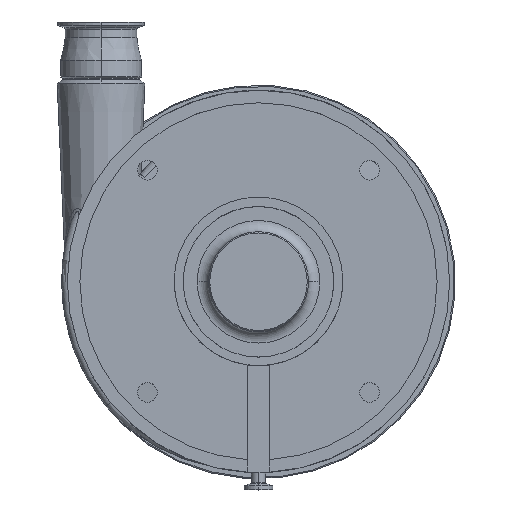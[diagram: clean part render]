
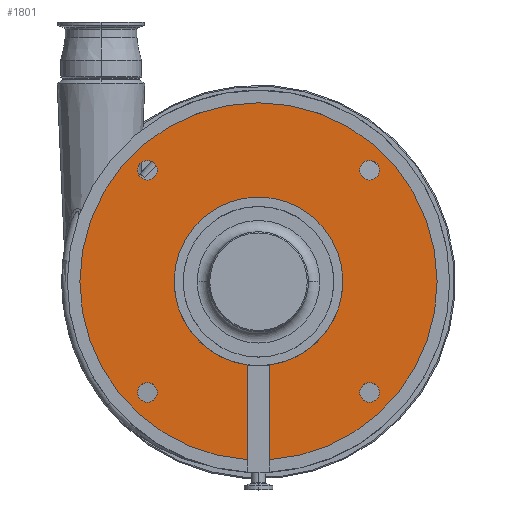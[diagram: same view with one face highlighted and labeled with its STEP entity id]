
A CAD part, top view. The second image highlights one B-rep face of the part: STEP entity #1801.
In plain terms, the highlighted planar face has unit normal (0, 0, 1).
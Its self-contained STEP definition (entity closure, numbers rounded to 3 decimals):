
#146 = VERTEX_POINT ( 'NONE', #7058 ) ;
#173 = ORIENTED_EDGE ( 'NONE', *, *, #14383, .F. ) ;
#229 = AXIS2_PLACEMENT_3D ( 'NONE', #12963, #8993, #10316 ) ;
#291 = CARTESIAN_POINT ( 'NONE',  ( -9.525, -74.393, 4. ) ) ;
#593 = DIRECTION ( 'NONE',  ( -1., 0., 0. ) ) ;
#664 = DIRECTION ( 'NONE',  ( 0., 0., -1. ) ) ;
#801 = ORIENTED_EDGE ( 'NONE', *, *, #1964, .F. ) ;
#817 = DIRECTION ( 'NONE',  ( -1., 0., 0. ) ) ;
#843 = ORIENTED_EDGE ( 'NONE', *, *, #5062, .T. ) ;
#845 = CARTESIAN_POINT ( 'NONE',  ( 98.783, 98.783, 4. ) ) ;
#854 = CARTESIAN_POINT ( 'NONE',  ( 9.525, 158.8, 4. ) ) ;
#1128 = CARTESIAN_POINT ( 'NONE',  ( 0., 158.8, 4. ) ) ;
#1232 = AXIS2_PLACEMENT_3D ( 'NONE', #1968, #3626, #817 ) ;
#1352 = AXIS2_PLACEMENT_3D ( 'NONE', #15495, #11345, #593 ) ;
#1513 = CARTESIAN_POINT ( 'NONE',  ( -90.052, -98.783, 4. ) ) ;
#1595 = DIRECTION ( 'NONE',  ( -1., 0., 0. ) ) ;
#1801 = ADVANCED_FACE ( 'NONE', ( #7977, #10630, #6407, #7808, #7894 ), #3936, .F. ) ;
#1815 = CARTESIAN_POINT ( 'NONE',  ( 75., 0., 4. ) ) ;
#1921 = ORIENTED_EDGE ( 'NONE', *, *, #9653, .T. ) ;
#1964 = EDGE_CURVE ( 'NONE', #9141, #8846, #8150, .T. ) ;
#1968 = CARTESIAN_POINT ( 'NONE',  ( 0., 0., 4. ) ) ;
#2093 = ORIENTED_EDGE ( 'NONE', *, *, #15207, .T. ) ;
#2204 = EDGE_CURVE ( 'NONE', #9031, #10146, #15016, .T. ) ;
#2210 = CIRCLE ( 'NONE', #1352, 8.731 ) ;
#2232 = VERTEX_POINT ( 'NONE', #1513 ) ;
#2310 = AXIS2_PLACEMENT_3D ( 'NONE', #14658, #16001, #3915 ) ;
#2322 = CARTESIAN_POINT ( 'NONE',  ( 90.052, 98.783, 4. ) ) ;
#2452 = DIRECTION ( 'NONE',  ( 0., 0., -1. ) ) ;
#2606 = DIRECTION ( 'NONE',  ( -1., 0., 0. ) ) ;
#2696 = CIRCLE ( 'NONE', #14801, 75. ) ;
#2916 = CIRCLE ( 'NONE', #12773, 8.731 ) ;
#2917 = CARTESIAN_POINT ( 'NONE',  ( 158.8, 0., 4. ) ) ;
#3004 = EDGE_CURVE ( 'NONE', #10192, #13908, #6527, .T. ) ;
#3176 = VERTEX_POINT ( 'NONE', #8727 ) ;
#3412 = LINE ( 'NONE', #14160, #15819 ) ;
#3526 = EDGE_CURVE ( 'NONE', #13908, #10192, #8508, .T. ) ;
#3626 = DIRECTION ( 'NONE',  ( 0., 0., -1. ) ) ;
#3915 = DIRECTION ( 'NONE',  ( -1., 0., 0. ) ) ;
#3936 = PLANE ( 'NONE',  #10121 ) ;
#4159 = CARTESIAN_POINT ( 'NONE',  ( -98.783, 98.783, 4. ) ) ;
#4203 = CARTESIAN_POINT ( 'NONE',  ( 0., 0., 4. ) ) ;
#4465 = VERTEX_POINT ( 'NONE', #2917 ) ;
#4488 = DIRECTION ( 'NONE',  ( 0., 0., 1. ) ) ;
#4490 = EDGE_CURVE ( 'NONE', #5660, #4465, #6568, .T. ) ;
#4620 = EDGE_CURVE ( 'NONE', #3176, #5660, #14855, .T. ) ;
#4806 = AXIS2_PLACEMENT_3D ( 'NONE', #6110, #5758, #14857 ) ;
#4918 = ORIENTED_EDGE ( 'NONE', *, *, #10098, .F. ) ;
#4919 = VECTOR ( 'NONE', #11509, 1000. ) ;
#4926 = DIRECTION ( 'NONE',  ( -1., 0., 0. ) ) ;
#5062 = EDGE_CURVE ( 'NONE', #15063, #2232, #2210, .T. ) ;
#5183 = EDGE_LOOP ( 'NONE', ( #14260, #8068 ) ) ;
#5280 = ORIENTED_EDGE ( 'NONE', *, *, #6418, .F. ) ;
#5542 = VERTEX_POINT ( 'NONE', #1815 ) ;
#5630 = DIRECTION ( 'NONE',  ( 0., 0., -1. ) ) ;
#5660 = VERTEX_POINT ( 'NONE', #11030 ) ;
#5758 = DIRECTION ( 'NONE',  ( 0., 0., 1. ) ) ;
#5878 = ORIENTED_EDGE ( 'NONE', *, *, #4490, .F. ) ;
#5986 = EDGE_CURVE ( 'NONE', #12811, #146, #13459, .T. ) ;
#6036 = AXIS2_PLACEMENT_3D ( 'NONE', #4203, #16285, #16373 ) ;
#6057 = DIRECTION ( 'NONE',  ( 0., 1., 0. ) ) ;
#6110 = CARTESIAN_POINT ( 'NONE',  ( 0., 0., 4. ) ) ;
#6407 = FACE_BOUND ( 'NONE', #11449, .T. ) ;
#6418 = EDGE_CURVE ( 'NONE', #4465, #16403, #13773, .T. ) ;
#6527 = CIRCLE ( 'NONE', #14970, 8.731 ) ;
#6568 = CIRCLE ( 'NONE', #1232, 158.8 ) ;
#6585 = ORIENTED_EDGE ( 'NONE', *, *, #8602, .T. ) ;
#6704 = DIRECTION ( 'NONE',  ( 0., 0., -1. ) ) ;
#6840 = EDGE_LOOP ( 'NONE', ( #12691, #12336 ) ) ;
#7055 = DIRECTION ( 'NONE',  ( 0., 0., -1. ) ) ;
#7058 = CARTESIAN_POINT ( 'NONE',  ( 107.514, 98.783, 4. ) ) ;
#7142 = CARTESIAN_POINT ( 'NONE',  ( 9.525, -158.514, 4. ) ) ;
#7219 = DIRECTION ( 'NONE',  ( 0., 0., -1. ) ) ;
#7371 = DIRECTION ( 'NONE',  ( 0., 0., -1. ) ) ;
#7808 = FACE_BOUND ( 'NONE', #6840, .T. ) ;
#7894 = FACE_OUTER_BOUND ( 'NONE', #13559, .T. ) ;
#7977 = FACE_BOUND ( 'NONE', #13218, .T. ) ;
#8068 = ORIENTED_EDGE ( 'NONE', *, *, #14424, .T. ) ;
#8094 = CARTESIAN_POINT ( 'NONE',  ( -107.514, -98.783, 4. ) ) ;
#8150 = CIRCLE ( 'NONE', #4806, 75. ) ;
#8402 = AXIS2_PLACEMENT_3D ( 'NONE', #16283, #9490, #9756 ) ;
#8441 = CARTESIAN_POINT ( 'NONE',  ( 0., 0., 4. ) ) ;
#8508 = CIRCLE ( 'NONE', #12746, 8.731 ) ;
#8602 = EDGE_CURVE ( 'NONE', #8637, #16403, #16811, .T. ) ;
#8637 = VERTEX_POINT ( 'NONE', #8763 ) ;
#8727 = CARTESIAN_POINT ( 'NONE',  ( -9.525, -158.514, 4. ) ) ;
#8763 = CARTESIAN_POINT ( 'NONE',  ( 9.525, -74.393, 4. ) ) ;
#8846 = VERTEX_POINT ( 'NONE', #291 ) ;
#8993 = DIRECTION ( 'NONE',  ( 0., 0., -1. ) ) ;
#9031 = VERTEX_POINT ( 'NONE', #15468 ) ;
#9141 = VERTEX_POINT ( 'NONE', #16073 ) ;
#9468 = CIRCLE ( 'NONE', #13135, 8.731 ) ;
#9490 = DIRECTION ( 'NONE',  ( 0., 0., -1. ) ) ;
#9653 = EDGE_CURVE ( 'NONE', #146, #12811, #2916, .T. ) ;
#9662 = AXIS2_PLACEMENT_3D ( 'NONE', #13661, #6704, #12002 ) ;
#9756 = DIRECTION ( 'NONE',  ( -1., 0., 0. ) ) ;
#9845 = CARTESIAN_POINT ( 'NONE',  ( 0., 0., 4. ) ) ;
#10075 = DIRECTION ( 'NONE',  ( -1., 0., 0. ) ) ;
#10098 = EDGE_CURVE ( 'NONE', #5542, #9141, #16460, .T. ) ;
#10121 = AXIS2_PLACEMENT_3D ( 'NONE', #1128, #2452, #2606 ) ;
#10146 = VERTEX_POINT ( 'NONE', #15139 ) ;
#10192 = VERTEX_POINT ( 'NONE', #15745 ) ;
#10316 = DIRECTION ( 'NONE',  ( -1., 0., 0. ) ) ;
#10630 = FACE_BOUND ( 'NONE', #5183, .T. ) ;
#11004 = DIRECTION ( 'NONE',  ( -1., 0., 0. ) ) ;
#11030 = CARTESIAN_POINT ( 'NONE',  ( -158.8, 0., 4. ) ) ;
#11071 = ORIENTED_EDGE ( 'NONE', *, *, #15394, .T. ) ;
#11345 = DIRECTION ( 'NONE',  ( 0., 0., -1. ) ) ;
#11449 = EDGE_LOOP ( 'NONE', ( #11071, #843 ) ) ;
#11509 = DIRECTION ( 'NONE',  ( 0., -1., 0. ) ) ;
#11865 = CIRCLE ( 'NONE', #2310, 8.731 ) ;
#12002 = DIRECTION ( 'NONE',  ( -1., 0., 0. ) ) ;
#12336 = ORIENTED_EDGE ( 'NONE', *, *, #3004, .T. ) ;
#12505 = CARTESIAN_POINT ( 'NONE',  ( 98.783, -98.783, 4. ) ) ;
#12582 = DIRECTION ( 'NONE',  ( -1., 0., 0. ) ) ;
#12653 = ORIENTED_EDGE ( 'NONE', *, *, #5986, .T. ) ;
#12691 = ORIENTED_EDGE ( 'NONE', *, *, #3526, .T. ) ;
#12746 = AXIS2_PLACEMENT_3D ( 'NONE', #14088, #7219, #4926 ) ;
#12773 = AXIS2_PLACEMENT_3D ( 'NONE', #845, #664, #10075 ) ;
#12811 = VERTEX_POINT ( 'NONE', #2322 ) ;
#12963 = CARTESIAN_POINT ( 'NONE',  ( 0., 0., 4. ) ) ;
#13135 = AXIS2_PLACEMENT_3D ( 'NONE', #12505, #5630, #11004 ) ;
#13218 = EDGE_LOOP ( 'NONE', ( #1921, #12653 ) ) ;
#13459 = CIRCLE ( 'NONE', #8402, 8.731 ) ;
#13485 = AXIS2_PLACEMENT_3D ( 'NONE', #9845, #7371, #12582 ) ;
#13559 = EDGE_LOOP ( 'NONE', ( #173, #6585, #5280, #5878, #14218, #2093, #801, #4918 ) ) ;
#13661 = CARTESIAN_POINT ( 'NONE',  ( 98.783, -98.783, 4. ) ) ;
#13773 = CIRCLE ( 'NONE', #13485, 158.8 ) ;
#13908 = VERTEX_POINT ( 'NONE', #17059 ) ;
#14088 = CARTESIAN_POINT ( 'NONE',  ( -98.783, 98.783, 4. ) ) ;
#14160 = CARTESIAN_POINT ( 'NONE',  ( -9.525, 158.8, 4. ) ) ;
#14218 = ORIENTED_EDGE ( 'NONE', *, *, #4620, .F. ) ;
#14260 = ORIENTED_EDGE ( 'NONE', *, *, #2204, .T. ) ;
#14383 = EDGE_CURVE ( 'NONE', #8637, #5542, #2696, .T. ) ;
#14424 = EDGE_CURVE ( 'NONE', #10146, #9031, #9468, .T. ) ;
#14658 = CARTESIAN_POINT ( 'NONE',  ( -98.783, -98.783, 4. ) ) ;
#14801 = AXIS2_PLACEMENT_3D ( 'NONE', #8441, #4488, #1595 ) ;
#14855 = CIRCLE ( 'NONE', #229, 158.8 ) ;
#14857 = DIRECTION ( 'NONE',  ( -1., 0., 0. ) ) ;
#14970 = AXIS2_PLACEMENT_3D ( 'NONE', #4159, #7055, #14996 ) ;
#14996 = DIRECTION ( 'NONE',  ( -1., 0., 0. ) ) ;
#15016 = CIRCLE ( 'NONE', #9662, 8.731 ) ;
#15063 = VERTEX_POINT ( 'NONE', #8094 ) ;
#15139 = CARTESIAN_POINT ( 'NONE',  ( 90.052, -98.783, 4. ) ) ;
#15207 = EDGE_CURVE ( 'NONE', #3176, #8846, #3412, .T. ) ;
#15394 = EDGE_CURVE ( 'NONE', #2232, #15063, #11865, .T. ) ;
#15468 = CARTESIAN_POINT ( 'NONE',  ( 107.514, -98.783, 4. ) ) ;
#15495 = CARTESIAN_POINT ( 'NONE',  ( -98.783, -98.783, 4. ) ) ;
#15745 = CARTESIAN_POINT ( 'NONE',  ( -107.514, 98.783, 4. ) ) ;
#15819 = VECTOR ( 'NONE', #6057, 1000. ) ;
#16001 = DIRECTION ( 'NONE',  ( 0., 0., -1. ) ) ;
#16073 = CARTESIAN_POINT ( 'NONE',  ( -75., 0., 4. ) ) ;
#16283 = CARTESIAN_POINT ( 'NONE',  ( 98.783, 98.783, 4. ) ) ;
#16285 = DIRECTION ( 'NONE',  ( 0., 0., 1. ) ) ;
#16373 = DIRECTION ( 'NONE',  ( -1., 0., 0. ) ) ;
#16403 = VERTEX_POINT ( 'NONE', #7142 ) ;
#16460 = CIRCLE ( 'NONE', #6036, 75. ) ;
#16811 = LINE ( 'NONE', #854, #4919 ) ;
#17059 = CARTESIAN_POINT ( 'NONE',  ( -90.052, 98.783, 4. ) ) ;
